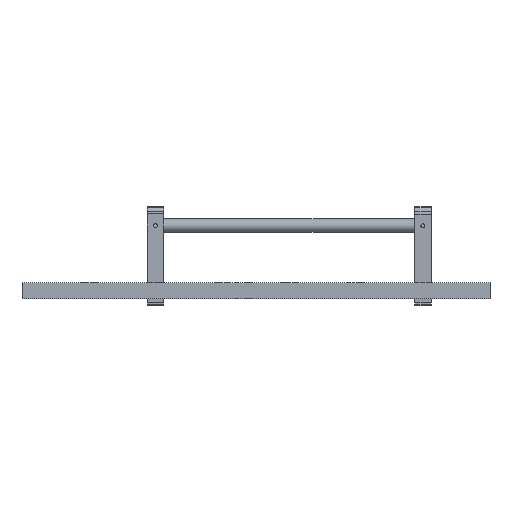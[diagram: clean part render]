
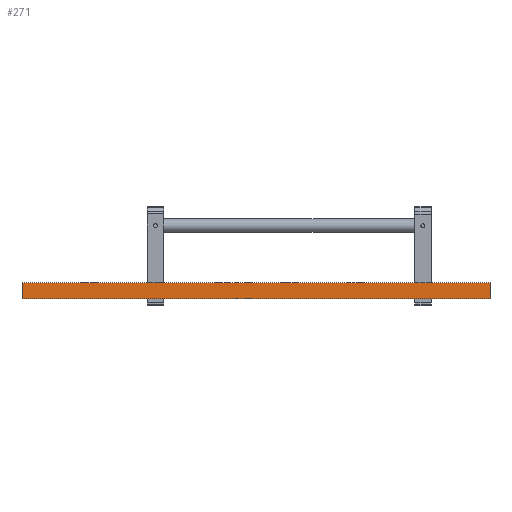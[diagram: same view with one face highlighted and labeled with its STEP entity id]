
A CAD part, front view. The second image highlights one B-rep face of the part: STEP entity #271.
In plain terms, the highlighted planar face has unit normal (0, -1, 0).
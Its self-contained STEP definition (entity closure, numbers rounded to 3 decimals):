
#271=ADVANCED_FACE('',(#388),#390,.F.);
#388=FACE_BOUND('',#389,.T.);
#389=EDGE_LOOP('',(#1642,#1643,#1644,#1645));
#390=PLANE('',#391);
#391=AXIS2_PLACEMENT_3D('',#392,#393,#394);
#392=CARTESIAN_POINT('',(0.,-50.,12.));
#393=DIRECTION('',(0.,1.,0.));
#394=DIRECTION('',(0.,0.,1.));
#1642=ORIENTED_EDGE('',*,*,#2280,.T.);
#1643=ORIENTED_EDGE('',*,*,#2281,.F.);
#1644=ORIENTED_EDGE('',*,*,#2282,.F.);
#1645=ORIENTED_EDGE('',*,*,#2283,.T.);
#2280=EDGE_CURVE('',#2599,#2600,#2601,.T.);
#2281=EDGE_CURVE('',#2602,#2600,#2603,.T.);
#2282=EDGE_CURVE('',#2604,#2602,#2605,.T.);
#2283=EDGE_CURVE('',#2604,#2599,#2606,.T.);
#2599=VERTEX_POINT('',#3131);
#2600=VERTEX_POINT('',#3132);
#2601=LINE('',#3133,#3134);
#2602=VERTEX_POINT('',#3136);
#2603=LINE('',#3137,#3138);
#2604=VERTEX_POINT('',#3140);
#2605=LINE('',#3141,#3142);
#2606=LINE('',#3144,#3145);
#3131=CARTESIAN_POINT('',(-100.,-50.,0.));
#3132=CARTESIAN_POINT('',(250.,-50.,0.));
#3133=CARTESIAN_POINT('',(-100.,-50.,0.));
#3134=VECTOR('',#3135,1.);
#3135=DIRECTION('',(1.,0.,0.));
#3136=CARTESIAN_POINT('',(250.,-50.,12.));
#3137=CARTESIAN_POINT('',(250.,-50.,12.));
#3138=VECTOR('',#3139,1.);
#3139=DIRECTION('',(0.,0.,-1.));
#3140=CARTESIAN_POINT('',(-100.,-50.,12.));
#3141=CARTESIAN_POINT('',(-100.,-50.,12.));
#3142=VECTOR('',#3143,1.);
#3143=DIRECTION('',(1.,0.,0.));
#3144=CARTESIAN_POINT('',(-100.,-50.,12.));
#3145=VECTOR('',#3146,1.);
#3146=DIRECTION('',(0.,0.,-1.));
